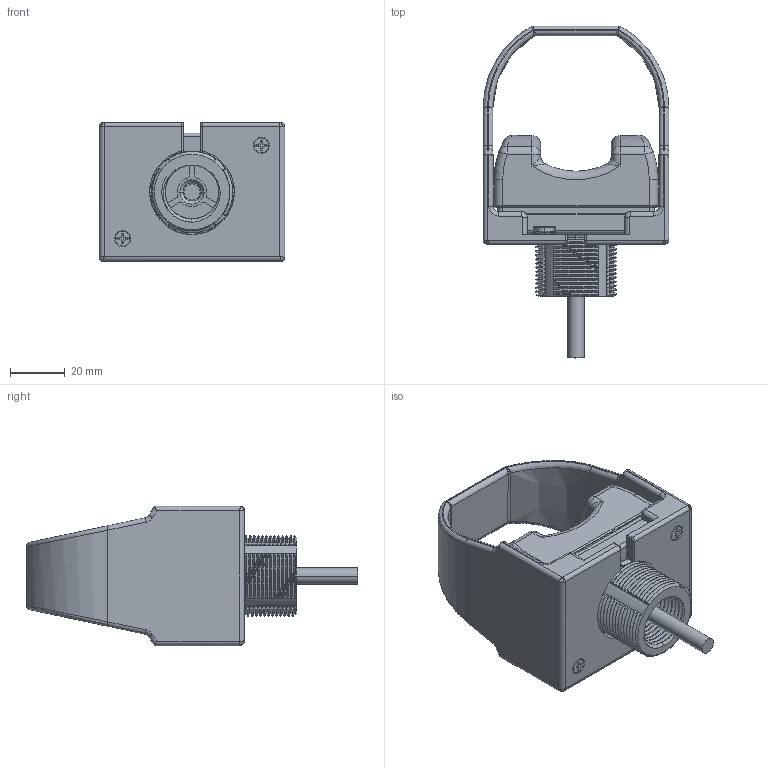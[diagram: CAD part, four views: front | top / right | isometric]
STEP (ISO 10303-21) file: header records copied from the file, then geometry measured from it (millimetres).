
FILE_DESCRIPTION((''),'2;1');
FILE_NAME('215158_SM01_ASM','2021-08-18T13:54:05',('PDMAdmin'),('BANNER ENGINEERING'),'CREO PARAMETRIC BY PTC INC, 2019292','CREO PARAMETRIC BY PTC INC, 2019292','');
FILE_SCHEMA(('CONFIG_CONTROL_DESIGN'));
Products named in the file (4): 215158_EP03; 215158_EP02; 215340; 215158_SM01_ASM
Assembly tree (4 placements, depth 2):
  215158_SM01_ASM
    215158_EP03
    215158_EP02
    215340  x2
Bounding box: 68 x 121.56 x 51 mm (x, y, z)
Surface area: 46886.8 mm2 (no closed solid volume)
Topology: 0 solids, 13 shells, 1061 faces, 3717 edges, 2595 vertices
Faces by surface type: cylinder 320, bspline 314, plane 276, cone 101, torus 32, sphere 16, extrusion 2
Entity records: 95961 total; most frequent: CARTESIAN_POINT 70802, ORIENTED_EDGE 5556, DIRECTION 4250, EDGE_CURVE 3198, VERTEX_POINT 2184, AXIS2_PLACEMENT_3D 1468, VECTOR 1314, LINE 1312
